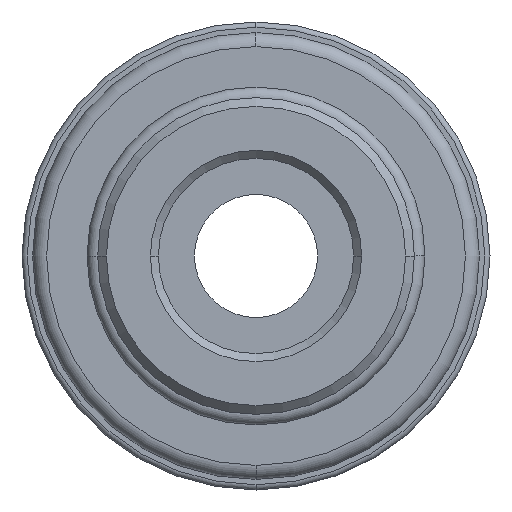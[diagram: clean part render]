
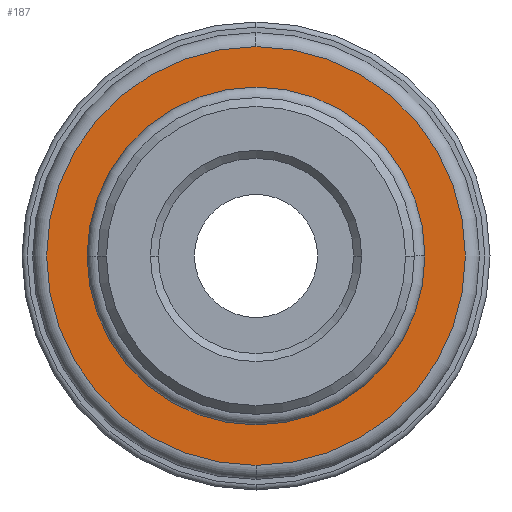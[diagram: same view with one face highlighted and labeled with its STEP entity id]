
A CAD part, front view. The second image highlights one B-rep face of the part: STEP entity #187.
In plain terms, the highlighted planar face has unit normal (0, -1, 0).
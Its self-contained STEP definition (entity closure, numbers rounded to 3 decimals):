
#187=ADVANCED_FACE('',(#430,#431),#432,.T.);
#430=FACE_BOUND('',#731,.T.);
#431=FACE_OUTER_BOUND('',#732,.T.);
#432=PLANE('',#733);
#731=EDGE_LOOP('',(#1212,#1213,#1214));
#732=EDGE_LOOP('',(#1215,#1216,#1217));
#733=AXIS2_PLACEMENT_3D('',#1218,#1219,#1220);
#1212=ORIENTED_EDGE('',*,*,#1821,.T.);
#1213=ORIENTED_EDGE('',*,*,#1835,.T.);
#1214=ORIENTED_EDGE('',*,*,#1822,.T.);
#1215=ORIENTED_EDGE('',*,*,#1870,.F.);
#1216=ORIENTED_EDGE('',*,*,#1871,.F.);
#1217=ORIENTED_EDGE('',*,*,#1769,.F.);
#1218=CARTESIAN_POINT('',(10.45,3.0,0.0));
#1219=DIRECTION('',(-0.0,-1.0,-0.0));
#1220=DIRECTION('',(-1.0,0.0,0.0));
#1769=EDGE_CURVE('',#2118,#2111,#2120,.T.);
#1821=EDGE_CURVE('',#2203,#2201,#2204,.T.);
#1822=EDGE_CURVE('',#2205,#2203,#2206,.T.);
#1835=EDGE_CURVE('',#2201,#2205,#2226,.T.);
#1870=EDGE_CURVE('',#2274,#2118,#2275,.T.);
#1871=EDGE_CURVE('',#2111,#2274,#2276,.T.);
#2111=VERTEX_POINT('',#2578);
#2118=VERTEX_POINT('',#2585);
#2120=CIRCLE('',#2587,11.9);
#2201=VERTEX_POINT('',#2707);
#2203=VERTEX_POINT('',#2709);
#2204=CIRCLE('',#2710,9.52);
#2205=VERTEX_POINT('',#2711);
#2206=CIRCLE('',#2712,9.52);
#2226=CIRCLE('',#2732,9.52);
#2274=VERTEX_POINT('',#2822);
#2275=CIRCLE('',#2823,11.9);
#2276=CIRCLE('',#2824,11.9);
#2578=CARTESIAN_POINT('',(0.,3.0,11.9));
#2585=CARTESIAN_POINT('',(0.,3.0,-11.9));
#2587=AXIS2_PLACEMENT_3D('',#3182,#3183,#3184);
#2707=CARTESIAN_POINT('',(9.52,3.0,0.));
#2709=CARTESIAN_POINT('',(0.,3.0,9.52));
#2710=AXIS2_PLACEMENT_3D('',#3287,#3288,#3289);
#2711=CARTESIAN_POINT('',(-9.52,3.0,0.));
#2712=AXIS2_PLACEMENT_3D('',#3290,#3291,#3292);
#2732=AXIS2_PLACEMENT_3D('',#3320,#3321,#3322);
#2822=CARTESIAN_POINT('',(11.9,3.0,0.0));
#2823=AXIS2_PLACEMENT_3D('',#3368,#3369,#3370);
#2824=AXIS2_PLACEMENT_3D('',#3371,#3372,#3373);
#3182=CARTESIAN_POINT('',(0.0,3.0,0.0));
#3183=DIRECTION('',(-0.0,1.0,0.0));
#3184=DIRECTION('',(1.0,0.0,0.0));
#3287=CARTESIAN_POINT('',(0.0,3.0,0.0));
#3288=DIRECTION('',(0.0,1.0,0.0));
#3289=DIRECTION('',(0.0,0.0,-1.0));
#3290=CARTESIAN_POINT('',(0.0,3.0,0.0));
#3291=DIRECTION('',(0.0,1.0,0.0));
#3292=DIRECTION('',(0.0,0.0,-1.0));
#3320=CARTESIAN_POINT('',(0.0,3.0,0.0));
#3321=DIRECTION('',(0.0,1.0,0.0));
#3322=DIRECTION('',(0.0,0.0,-1.0));
#3368=CARTESIAN_POINT('',(0.0,3.0,0.0));
#3369=DIRECTION('',(-0.0,1.0,0.0));
#3370=DIRECTION('',(1.0,0.0,0.0));
#3371=CARTESIAN_POINT('',(0.0,3.0,0.0));
#3372=DIRECTION('',(-0.0,1.0,0.0));
#3373=DIRECTION('',(1.0,0.0,0.0));
